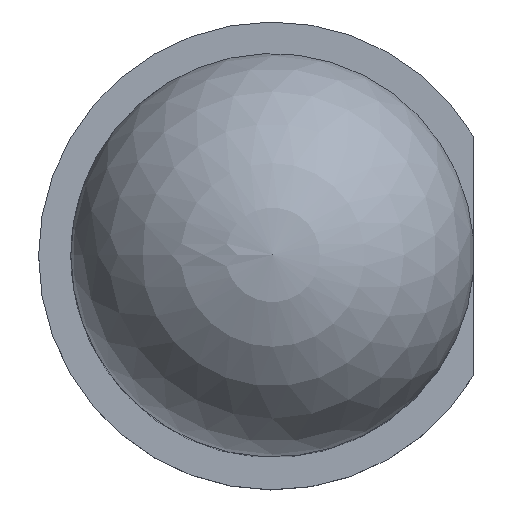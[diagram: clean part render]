
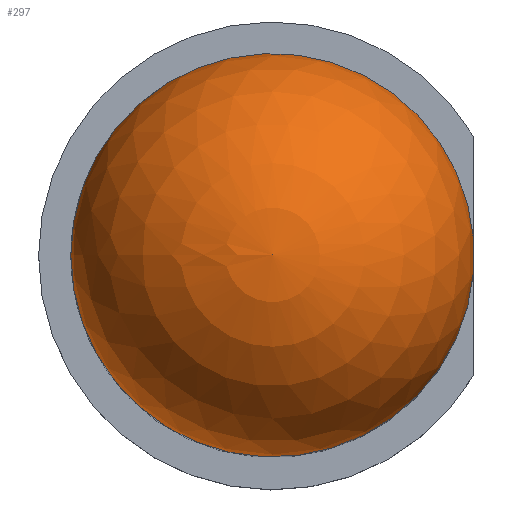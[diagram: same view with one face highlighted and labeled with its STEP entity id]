
A CAD part, top view. The second image highlights one B-rep face of the part: STEP entity #297.
In plain terms, the highlighted spherical face has radius 2.5 mm.
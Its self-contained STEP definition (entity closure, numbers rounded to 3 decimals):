
#18=CIRCLE('',#328,2.5);
#19=CIRCLE('',#329,2.5);
#20=CIRCLE('',#330,2.5);
#21=CIRCLE('',#331,0.213);
#25=SPHERICAL_SURFACE('',#327,2.5);
#36=FACE_OUTER_BOUND('',#52,.T.);
#52=EDGE_LOOP('',(#226,#227,#228,#229,#230));
#138=VERTEX_POINT('',#471);
#139=VERTEX_POINT('',#472);
#140=VERTEX_POINT('',#474);
#141=VERTEX_POINT('',#476);
#172=EDGE_CURVE('',#138,#139,#18,.T.);
#173=EDGE_CURVE('',#140,#139,#19,.T.);
#174=EDGE_CURVE('',#139,#141,#20,.T.);
#175=EDGE_CURVE('',#138,#141,#21,.T.);
#226=ORIENTED_EDGE('',*,*,#172,.T.);
#227=ORIENTED_EDGE('',*,*,#173,.F.);
#228=ORIENTED_EDGE('',*,*,#173,.T.);
#229=ORIENTED_EDGE('',*,*,#174,.T.);
#230=ORIENTED_EDGE('',*,*,#175,.F.);
#297=ADVANCED_FACE('',(#36),#25,.T.);
#327=AXIS2_PLACEMENT_3D('',#470,#386,#387);
#328=AXIS2_PLACEMENT_3D('',#473,#388,#389);
#329=AXIS2_PLACEMENT_3D('',#475,#390,#391);
#330=AXIS2_PLACEMENT_3D('',#477,#392,#393);
#331=AXIS2_PLACEMENT_3D('',#478,#394,#395);
#386=DIRECTION('center_axis',(0.,0.,1.));
#387=DIRECTION('ref_axis',(1.,0.,0.));
#388=DIRECTION('center_axis',(0.,0.,1.));
#389=DIRECTION('ref_axis',(-1.,0.,0.));
#390=DIRECTION('center_axis',(0.,-1.,0.));
#391=DIRECTION('ref_axis',(-1.,0.,0.));
#392=DIRECTION('center_axis',(0.,0.,1.));
#393=DIRECTION('ref_axis',(-1.,0.,0.));
#394=DIRECTION('center_axis',(-1.,0.,0.));
#395=DIRECTION('ref_axis',(0.,0.,1.));
#470=CARTESIAN_POINT('Origin',(0.,0.,23.));
#471=CARTESIAN_POINT('',(2.491,0.213,23.));
#472=CARTESIAN_POINT('',(-2.5,0.,23.));
#473=CARTESIAN_POINT('Origin',(0.,0.,23.));
#474=CARTESIAN_POINT('',(0.,0.,25.5));
#475=CARTESIAN_POINT('Origin',(0.,0.,23.));
#476=CARTESIAN_POINT('',(2.491,-0.213,23.));
#477=CARTESIAN_POINT('Origin',(0.,0.,23.));
#478=CARTESIAN_POINT('Origin',(2.491,0.,23.));
